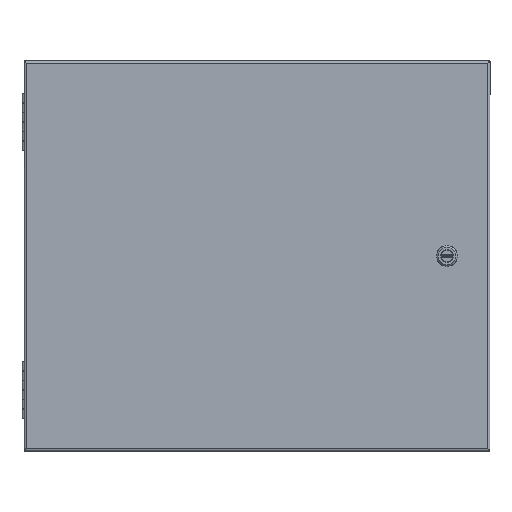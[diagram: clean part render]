
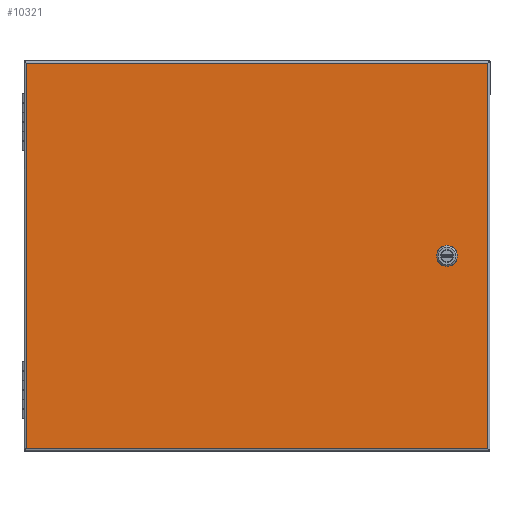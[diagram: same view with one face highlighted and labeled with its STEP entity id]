
A CAD part, top view. The second image highlights one B-rep face of the part: STEP entity #10321.
In plain terms, the highlighted planar face has unit normal (0, 0, 1).
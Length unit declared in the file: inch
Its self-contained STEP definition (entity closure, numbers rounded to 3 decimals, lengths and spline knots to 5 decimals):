
#611=LINE('',#15711,#1540);
#622=LINE('',#15911,#1551);
#626=LINE('',#15925,#1555);
#630=LINE('',#15937,#1559);
#634=LINE('',#15949,#1563);
#638=LINE('',#15959,#1567);
#640=LINE('',#15963,#1569);
#641=LINE('',#15966,#1570);
#1540=VECTOR('',#12494,20.19575);
#1551=VECTOR('',#12519,20.19575);
#1555=VECTOR('',#12531,0.42712);
#1559=VECTOR('',#12543,0.42712);
#1563=VECTOR('',#12555,0.42712);
#1567=VECTOR('',#12567,0.42712);
#1569=VECTOR('',#12573,24.1645);
#1570=VECTOR('',#12578,24.1645);
#2309=PLANE('',#10994);
#2555=FACE_BOUND('',#3438,.T.);
#2812=FACE_OUTER_BOUND('',#3437,.T.);
#3437=EDGE_LOOP('',(#7450,#7451,#7452,#7453));
#3438=EDGE_LOOP('',(#7454,#7455,#7456,#7457,#7458,#7459,#7460,#7461));
#3993=CIRCLE('',#10975,0.453);
#3995=CIRCLE('',#10979,0.453);
#3997=CIRCLE('',#10983,0.453);
#3999=CIRCLE('',#10987,0.453);
#4530=VERTEX_POINT('',#15506);
#4546=VERTEX_POINT('',#15624);
#4553=VERTEX_POINT('',#15710);
#4556=VERTEX_POINT('',#15847);
#4559=VERTEX_POINT('',#15916);
#4560=VERTEX_POINT('',#15918);
#4562=VERTEX_POINT('',#15924);
#4564=VERTEX_POINT('',#15930);
#4566=VERTEX_POINT('',#15936);
#4568=VERTEX_POINT('',#15942);
#4570=VERTEX_POINT('',#15948);
#4572=VERTEX_POINT('',#15954);
#5587=EDGE_CURVE('',#4553,#4546,#611,.T.);
#5607=EDGE_CURVE('',#4530,#4556,#622,.T.);
#5610=EDGE_CURVE('',#4560,#4559,#3993,.T.);
#5613=EDGE_CURVE('',#4562,#4560,#626,.T.);
#5616=EDGE_CURVE('',#4564,#4562,#3995,.T.);
#5619=EDGE_CURVE('',#4566,#4564,#630,.T.);
#5622=EDGE_CURVE('',#4568,#4566,#3997,.T.);
#5625=EDGE_CURVE('',#4570,#4568,#634,.T.);
#5628=EDGE_CURVE('',#4572,#4570,#3999,.T.);
#5631=EDGE_CURVE('',#4559,#4572,#638,.T.);
#5633=EDGE_CURVE('',#4546,#4530,#640,.T.);
#5634=EDGE_CURVE('',#4556,#4553,#641,.T.);
#7450=ORIENTED_EDGE('',*,*,#5607,.T.);
#7451=ORIENTED_EDGE('',*,*,#5634,.T.);
#7452=ORIENTED_EDGE('',*,*,#5587,.T.);
#7453=ORIENTED_EDGE('',*,*,#5633,.T.);
#7454=ORIENTED_EDGE('',*,*,#5610,.T.);
#7455=ORIENTED_EDGE('',*,*,#5631,.T.);
#7456=ORIENTED_EDGE('',*,*,#5628,.T.);
#7457=ORIENTED_EDGE('',*,*,#5625,.T.);
#7458=ORIENTED_EDGE('',*,*,#5622,.T.);
#7459=ORIENTED_EDGE('',*,*,#5619,.T.);
#7460=ORIENTED_EDGE('',*,*,#5616,.T.);
#7461=ORIENTED_EDGE('',*,*,#5613,.T.);
#10321=ADVANCED_FACE('',(#2812,#2555),#2309,.T.);
#10975=AXIS2_PLACEMENT_3D('',#15919,#12525,#12526);
#10979=AXIS2_PLACEMENT_3D('',#15931,#12537,#12538);
#10983=AXIS2_PLACEMENT_3D('',#15943,#12549,#12550);
#10987=AXIS2_PLACEMENT_3D('',#15955,#12561,#12562);
#10994=AXIS2_PLACEMENT_3D('',#15968,#12581,#12582);
#12494=DIRECTION('',(0.,-1.,0.));
#12519=DIRECTION('',(0.,1.,0.));
#12525=DIRECTION('center_axis',(0.,0.,-1.));
#12526=DIRECTION('ref_axis',(0.882,0.471,0.));
#12531=DIRECTION('',(1.,0.,0.));
#12537=DIRECTION('center_axis',(0.,0.,-1.));
#12538=DIRECTION('ref_axis',(-0.471,0.882,0.));
#12543=DIRECTION('',(0.,1.,0.));
#12549=DIRECTION('center_axis',(0.,0.,-1.));
#12550=DIRECTION('ref_axis',(-0.882,-0.471,0.));
#12555=DIRECTION('',(-1.,0.,0.));
#12561=DIRECTION('center_axis',(0.,0.,-1.));
#12562=DIRECTION('ref_axis',(0.471,-0.882,0.));
#12567=DIRECTION('',(0.,-1.,0.));
#12573=DIRECTION('',(1.,0.,0.));
#12578=DIRECTION('',(-1.,0.,0.));
#12581=DIRECTION('center_axis',(0.,0.,1.));
#12582=DIRECTION('ref_axis',(1.,0.,0.));
#15506=CARTESIAN_POINT('',(12.08225,-10.09788,0.074));
#15624=CARTESIAN_POINT('',(-12.08225,-10.09788,0.074));
#15710=CARTESIAN_POINT('',(-12.08225,10.09788,0.074));
#15711=CARTESIAN_POINT('',(-12.08225,5.04894,0.074));
#15847=CARTESIAN_POINT('',(12.08225,10.09788,0.074));
#15911=CARTESIAN_POINT('',(12.08225,-5.04894,0.074));
#15916=CARTESIAN_POINT('',(10.337,0.21356,0.074));
#15918=CARTESIAN_POINT('',(10.15112,0.3995,0.074));
#15919=CARTESIAN_POINT('Origin',(9.93748,0.00005,0.074));
#15924=CARTESIAN_POINT('',(9.724,0.3995,0.074));
#15925=CARTESIAN_POINT('',(5.07556,0.3995,0.074));
#15930=CARTESIAN_POINT('',(9.538,0.21356,0.074));
#15931=CARTESIAN_POINT('Origin',(9.93748,-0.00005,
0.074));
#15936=CARTESIAN_POINT('',(9.538,-0.21356,0.074));
#15937=CARTESIAN_POINT('',(9.538,0.10678,0.074));
#15942=CARTESIAN_POINT('',(9.72394,-0.3995,0.074));
#15943=CARTESIAN_POINT('Origin',(9.9375,0.,
0.074));
#15948=CARTESIAN_POINT('',(10.15106,-0.3995,0.074));
#15949=CARTESIAN_POINT('',(4.86197,-0.3995,0.074));
#15954=CARTESIAN_POINT('',(10.337,-0.21356,0.074));
#15955=CARTESIAN_POINT('Origin',(9.9375,0.,0.074));
#15959=CARTESIAN_POINT('',(10.337,-0.10678,0.074));
#15963=CARTESIAN_POINT('',(-6.04113,-10.09788,0.074));
#15966=CARTESIAN_POINT('',(6.04113,10.09788,0.074));
#15968=CARTESIAN_POINT('Origin',(0.,0.,0.074));
